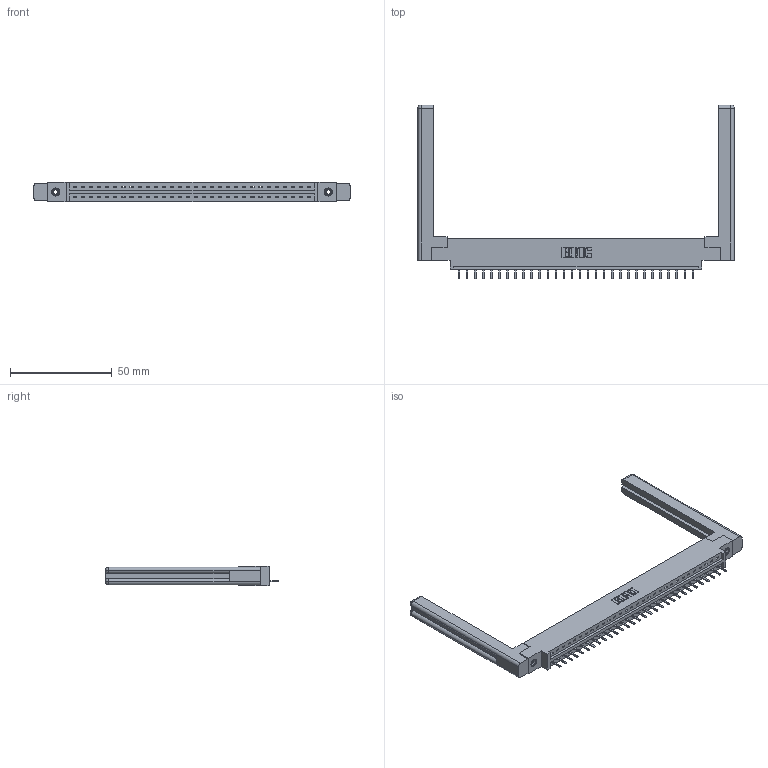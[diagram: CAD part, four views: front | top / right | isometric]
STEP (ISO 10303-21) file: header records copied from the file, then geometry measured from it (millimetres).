
FILE_DESCRIPTION (( 'STEP AP203' ), '1' );
FILE_NAME ('337-030-520-658.STEP', '2019-09-30T23:19:06', ( '' ), ( '' ), 'SwSTEP 2.0', 'SolidWorks 2016', '' );
FILE_SCHEMA (( 'CONFIG_CONTROL_DESIGN' ));
Length unit declared in the file: inch
Products named in the file (5): 307-220-058; 337 Part_0.170 Offset - 0.156 Dia-TI; 345-250-001_345-250-001-102; 345-292-001_345-293-120; 337-030-520-658
Assembly tree (35 placements, depth 2):
  337-030-520-658
    337 Part_0.170 Offset - 0.156 Dia-TI
    345-292-001_345-293-120  x30
    345-250-001_345-250-001-102  x2
    307-220-058  x2
Bounding box: 155.5 x 85.43 x 9.4 mm (x, y, z)
Volume: 22969.7 mm3; surface area: 21267 mm2
Topology: 35 solids, 35 shells, 2240 faces, 6557 edges, 4278 vertices
Faces by surface type: plane 1598, cylinder 618, cone 12, torus 12
Entity records: 26732 total; most frequent: CARTESIAN_POINT 4667, ORIENTED_EDGE 4560, DIRECTION 3960, EDGE_CURVE 2280, LINE 2100, VECTOR 2100, VERTEX_POINT 1510, AXIS2_PLACEMENT_3D 930
